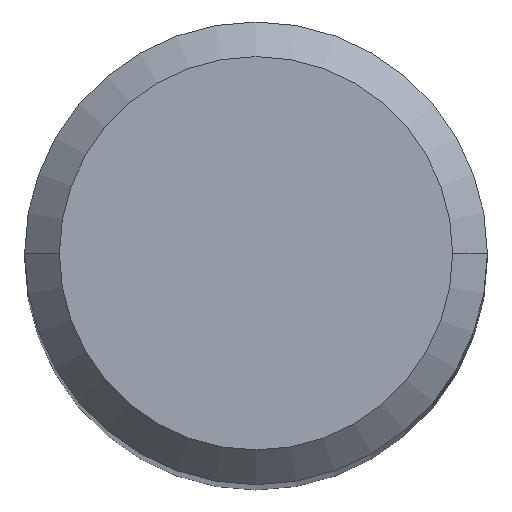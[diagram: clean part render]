
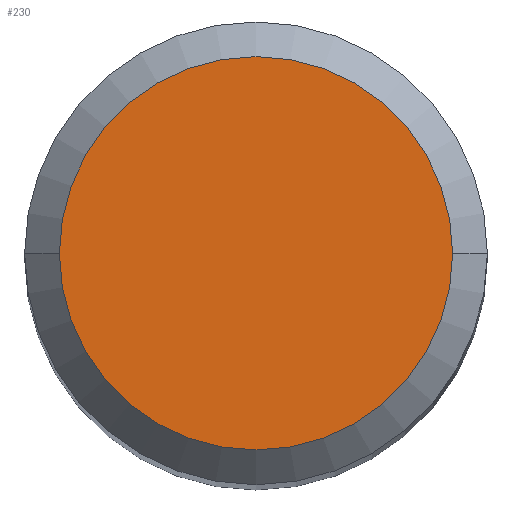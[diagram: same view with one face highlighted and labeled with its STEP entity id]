
A CAD part, top view. The second image highlights one B-rep face of the part: STEP entity #230.
In plain terms, the highlighted planar face has unit normal (0, 0, 1).
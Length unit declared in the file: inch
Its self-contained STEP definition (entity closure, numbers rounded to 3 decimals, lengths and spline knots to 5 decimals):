
#19 = PLANE ( 'NONE',  #303 ) ;
#29 = EDGE_CURVE ( 'NONE', #283, #347, #338, .T. ) ;
#36 = EDGE_LOOP ( 'NONE', ( #156, #445 ) ) ;
#98 = DIRECTION ( 'NONE',  ( 1., 0., 0. ) ) ;
#109 = CARTESIAN_POINT ( 'NONE',  ( 0., 0., 0. ) ) ;
#112 = AXIS2_PLACEMENT_3D ( 'NONE', #246, #138, #98 ) ;
#131 = CARTESIAN_POINT ( 'NONE',  ( 0.10625, 0., 0. ) ) ;
#138 = DIRECTION ( 'NONE',  ( 0., 0., 1. ) ) ;
#156 = ORIENTED_EDGE ( 'NONE', *, *, #29, .T. ) ;
#230 = ADVANCED_FACE ( 'NONE', ( #452 ), #19, .F. ) ;
#246 = CARTESIAN_POINT ( 'NONE',  ( 0., 0., 0. ) ) ;
#258 = DIRECTION ( 'NONE',  ( 0., 0., 1. ) ) ;
#283 = VERTEX_POINT ( 'NONE', #353 ) ;
#284 = CARTESIAN_POINT ( 'NONE',  ( 0., 0., 0. ) ) ;
#287 = DIRECTION ( 'NONE',  ( 0., 0., -1. ) ) ;
#303 = AXIS2_PLACEMENT_3D ( 'NONE', #284, #287, #431 ) ;
#319 = EDGE_CURVE ( 'NONE', #347, #283, #386, .T. ) ;
#338 = CIRCLE ( 'NONE', #112, 0.10625 ) ;
#347 = VERTEX_POINT ( 'NONE', #131 ) ;
#353 = CARTESIAN_POINT ( 'NONE',  ( -0.10625, 0., 0. ) ) ;
#365 = AXIS2_PLACEMENT_3D ( 'NONE', #109, #258, #404 ) ;
#386 = CIRCLE ( 'NONE', #365, 0.10625 ) ;
#404 = DIRECTION ( 'NONE',  ( 1., 0., 0. ) ) ;
#431 = DIRECTION ( 'NONE',  ( -1., 0., 0. ) ) ;
#445 = ORIENTED_EDGE ( 'NONE', *, *, #319, .T. ) ;
#452 = FACE_OUTER_BOUND ( 'NONE', #36, .T. ) ;
